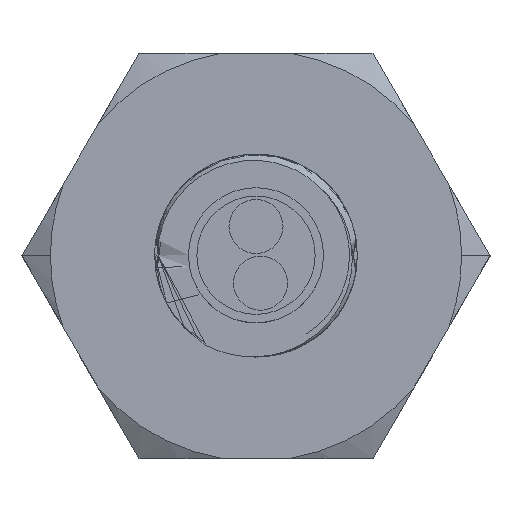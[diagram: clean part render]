
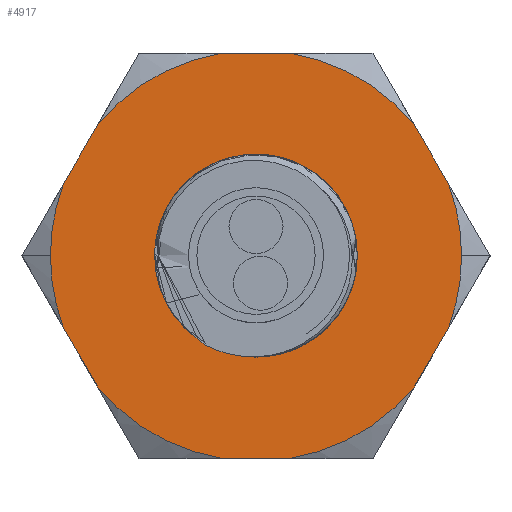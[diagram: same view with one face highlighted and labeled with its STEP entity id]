
A CAD part, top view. The second image highlights one B-rep face of the part: STEP entity #4917.
In plain terms, the highlighted planar face has unit normal (0, 0, 1).
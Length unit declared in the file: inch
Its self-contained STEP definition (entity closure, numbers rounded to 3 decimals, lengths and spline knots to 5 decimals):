
#67 = CIRCLE ( 'NONE', #11094, 0.23962 ) ;
#268 = CARTESIAN_POINT ( 'NONE',  ( 0.18445, 0.15296, 0.35433 ) ) ;
#290 = AXIS2_PLACEMENT_3D ( 'NONE', #536, #9411, #2570 ) ;
#357 = DIRECTION ( 'NONE',  ( -1., 0., 0. ) ) ;
#376 = VERTEX_POINT ( 'NONE', #7445 ) ;
#499 = AXIS2_PLACEMENT_3D ( 'NONE', #714, #8388, #12286 ) ;
#536 = CARTESIAN_POINT ( 'NONE',  ( 0., 0., 0.35433 ) ) ;
#658 = VERTEX_POINT ( 'NONE', #268 ) ;
#714 = CARTESIAN_POINT ( 'NONE',  ( 0., 0., 0.35433 ) ) ;
#738 = DIRECTION ( 'NONE',  ( -1., 0., 0. ) ) ;
#848 = EDGE_CURVE ( 'NONE', #1251, #10252, #10301, .T. ) ;
#892 = DIRECTION ( 'NONE',  ( -1., 0., 0. ) ) ;
#920 = ORIENTED_EDGE ( 'NONE', *, *, #848, .T. ) ;
#956 = DIRECTION ( 'NONE',  ( 0., 0., 1. ) ) ;
#1138 = CARTESIAN_POINT ( 'NONE',  ( 0.23962, 0., 0.35433 ) ) ;
#1202 = CIRCLE ( 'NONE', #11000, 0.11811 ) ;
#1231 = CIRCLE ( 'NONE', #4892, 0.23962 ) ;
#1251 = VERTEX_POINT ( 'NONE', #5458 ) ;
#1580 = CARTESIAN_POINT ( 'NONE',  ( -0.04024, -0.23622, 0.35433 ) ) ;
#1678 = CARTESIAN_POINT ( 'NONE',  ( 0., 0.23622, 0.35433 ) ) ;
#1709 = AXIS2_PLACEMENT_3D ( 'NONE', #2749, #8766, #2806 ) ;
#1809 = AXIS2_PLACEMENT_3D ( 'NONE', #8922, #5981, #357 ) ;
#1827 = DIRECTION ( 'NONE',  ( 0., 0., 1. ) ) ;
#1837 = AXIS2_PLACEMENT_3D ( 'NONE', #9691, #956, #892 ) ;
#1867 = CARTESIAN_POINT ( 'NONE',  ( 0., 0., 0.35433 ) ) ;
#1869 = DIRECTION ( 'NONE',  ( -1., 0., 0. ) ) ;
#1929 = CARTESIAN_POINT ( 'NONE',  ( 0., 0., 0.35433 ) ) ;
#2234 = EDGE_CURVE ( 'NONE', #9226, #2453, #5916, .T. ) ;
#2453 = VERTEX_POINT ( 'NONE', #5264 ) ;
#2503 = VERTEX_POINT ( 'NONE', #6164 ) ;
#2570 = DIRECTION ( 'NONE',  ( -1., 0., 0. ) ) ;
#2625 = DIRECTION ( 'NONE',  ( 0.5, 0.866, 0. ) ) ;
#2749 = CARTESIAN_POINT ( 'NONE',  ( 0., 0., 0.35433 ) ) ;
#2772 = ORIENTED_EDGE ( 'NONE', *, *, #12315, .T. ) ;
#2806 = DIRECTION ( 'NONE',  ( 1., 0., 0. ) ) ;
#3029 = ORIENTED_EDGE ( 'NONE', *, *, #12583, .T. ) ;
#3172 = EDGE_CURVE ( 'NONE', #7190, #8774, #8461, .T. ) ;
#3288 = EDGE_LOOP ( 'NONE', ( #10635, #12176, #8372, #7655, #3029, #11234, #11143, #3295, #11141, #4388, #3372, #920, #5363, #2772 ) ) ;
#3295 = ORIENTED_EDGE ( 'NONE', *, *, #6447, .T. ) ;
#3338 = EDGE_CURVE ( 'NONE', #11195, #2503, #8940, .T. ) ;
#3372 = ORIENTED_EDGE ( 'NONE', *, *, #10910, .T. ) ;
#3435 = CARTESIAN_POINT ( 'NONE',  ( 0., 0., 0.35433 ) ) ;
#3538 = VERTEX_POINT ( 'NONE', #8246 ) ;
#3564 = CARTESIAN_POINT ( 'NONE',  ( -0.22469, -0.08326, 0.35433 ) ) ;
#3590 = CARTESIAN_POINT ( 'NONE',  ( 0.18445, -0.15296, 0.35433 ) ) ;
#3798 = LINE ( 'NONE', #6028, #11011 ) ;
#3832 = AXIS2_PLACEMENT_3D ( 'NONE', #12629, #1827, #738 ) ;
#4172 = VERTEX_POINT ( 'NONE', #5964 ) ;
#4332 = CARTESIAN_POINT ( 'NONE',  ( -0.18445, 0.15296, 0.35433 ) ) ;
#4388 = ORIENTED_EDGE ( 'NONE', *, *, #11689, .T. ) ;
#4578 = CARTESIAN_POINT ( 'NONE',  ( -0.04024, 0.23622, 0.35433 ) ) ;
#4606 = VERTEX_POINT ( 'NONE', #12273 ) ;
#4675 = FACE_OUTER_BOUND ( 'NONE', #3288, .T. ) ;
#4846 = EDGE_CURVE ( 'NONE', #4172, #9381, #12357, .T. ) ;
#4858 = DIRECTION ( 'NONE',  ( 0., 0., 1. ) ) ;
#4892 = AXIS2_PLACEMENT_3D ( 'NONE', #1867, #9525, #8640 ) ;
#4905 = EDGE_CURVE ( 'NONE', #5908, #3538, #67, .T. ) ;
#4917 = ADVANCED_FACE ( 'NONE', ( #11517, #4675 ), #12609, .T. ) ;
#5007 = LINE ( 'NONE', #6667, #6707 ) ;
#5239 = CIRCLE ( 'NONE', #10338, 0.23962 ) ;
#5264 = CARTESIAN_POINT ( 'NONE',  ( 0.04024, -0.23622, 0.35433 ) ) ;
#5363 = ORIENTED_EDGE ( 'NONE', *, *, #10752, .T. ) ;
#5458 = CARTESIAN_POINT ( 'NONE',  ( -0.22469, 0.08326, 0.35433 ) ) ;
#5908 = VERTEX_POINT ( 'NONE', #1138 ) ;
#5916 = LINE ( 'NONE', #7913, #7647 ) ;
#5964 = CARTESIAN_POINT ( 'NONE',  ( 0.04024, 0.23622, 0.35433 ) ) ;
#5981 = DIRECTION ( 'NONE',  ( 0., 0., 1. ) ) ;
#6028 = CARTESIAN_POINT ( 'NONE',  ( 0.22469, 0.08326, 0.35433 ) ) ;
#6164 = CARTESIAN_POINT ( 'NONE',  ( -0.11811, 0., 0.35433 ) ) ;
#6200 = CIRCLE ( 'NONE', #290, 0.23962 ) ;
#6266 = DIRECTION ( 'NONE',  ( -0.5, -0.866, 0. ) ) ;
#6371 = DIRECTION ( 'NONE',  ( -1., 0., 0. ) ) ;
#6447 = EDGE_CURVE ( 'NONE', #658, #4172, #6200, .T. ) ;
#6667 = CARTESIAN_POINT ( 'NONE',  ( -0.22469, -0.08326, 0.35433 ) ) ;
#6707 = VECTOR ( 'NONE', #9772, 39.37008 ) ;
#6731 = DIRECTION ( 'NONE',  ( 0., 0., -1. ) ) ;
#6903 = VECTOR ( 'NONE', #2625, 39.37008 ) ;
#6998 = EDGE_CURVE ( 'NONE', #2453, #7190, #1231, .T. ) ;
#7110 = VECTOR ( 'NONE', #6266, 39.37008 ) ;
#7190 = VERTEX_POINT ( 'NONE', #10994 ) ;
#7445 = CARTESIAN_POINT ( 'NONE',  ( -0.18445, 0.15296, 0.35433 ) ) ;
#7594 = EDGE_CURVE ( 'NONE', #4606, #9226, #9173, .T. ) ;
#7647 = VECTOR ( 'NONE', #9737, 39.37008 ) ;
#7655 = ORIENTED_EDGE ( 'NONE', *, *, #3172, .T. ) ;
#7722 = CARTESIAN_POINT ( 'NONE',  ( -0.23962, 0., 0.35433 ) ) ;
#7913 = CARTESIAN_POINT ( 'NONE',  ( 0., -0.23622, 0.35433 ) ) ;
#8246 = CARTESIAN_POINT ( 'NONE',  ( 0.22469, 0.08326, 0.35433 ) ) ;
#8369 = DIRECTION ( 'NONE',  ( 0., 0., 1. ) ) ;
#8372 = ORIENTED_EDGE ( 'NONE', *, *, #6998, .T. ) ;
#8388 = DIRECTION ( 'NONE',  ( 0., 0., 1. ) ) ;
#8452 = VECTOR ( 'NONE', #9401, 39.37008 ) ;
#8461 = LINE ( 'NONE', #3590, #6903 ) ;
#8546 = CIRCLE ( 'NONE', #1809, 0.23962 ) ;
#8635 = CARTESIAN_POINT ( 'NONE',  ( 0.11811, 0., 0.35433 ) ) ;
#8640 = DIRECTION ( 'NONE',  ( -1., 0., 0. ) ) ;
#8766 = DIRECTION ( 'NONE',  ( 0., 0., 1. ) ) ;
#8774 = VERTEX_POINT ( 'NONE', #11834 ) ;
#8788 = ORIENTED_EDGE ( 'NONE', *, *, #10299, .T. ) ;
#8922 = CARTESIAN_POINT ( 'NONE',  ( 0., 0., 0.35433 ) ) ;
#8929 = AXIS2_PLACEMENT_3D ( 'NONE', #11586, #6731, #10627 ) ;
#8940 = CIRCLE ( 'NONE', #8929, 0.11811 ) ;
#9170 = ORIENTED_EDGE ( 'NONE', *, *, #3338, .T. ) ;
#9173 = CIRCLE ( 'NONE', #1837, 0.23962 ) ;
#9226 = VERTEX_POINT ( 'NONE', #1580 ) ;
#9259 = LINE ( 'NONE', #4332, #7110 ) ;
#9381 = VERTEX_POINT ( 'NONE', #4578 ) ;
#9401 = DIRECTION ( 'NONE',  ( -1., 0., 0. ) ) ;
#9411 = DIRECTION ( 'NONE',  ( 0., 0., 1. ) ) ;
#9525 = DIRECTION ( 'NONE',  ( 0., 0., 1. ) ) ;
#9691 = CARTESIAN_POINT ( 'NONE',  ( 0., 0., 0.35433 ) ) ;
#9737 = DIRECTION ( 'NONE',  ( 1., 0., 0. ) ) ;
#9772 = DIRECTION ( 'NONE',  ( 0.5, -0.866, 0. ) ) ;
#9804 = DIRECTION ( 'NONE',  ( -1., 0., 0. ) ) ;
#10059 = DIRECTION ( 'NONE',  ( 0., 0., -1. ) ) ;
#10252 = VERTEX_POINT ( 'NONE', #7722 ) ;
#10299 = EDGE_CURVE ( 'NONE', #2503, #11195, #1202, .T. ) ;
#10301 = CIRCLE ( 'NONE', #499, 0.23962 ) ;
#10338 = AXIS2_PLACEMENT_3D ( 'NONE', #3435, #8369, #6371 ) ;
#10627 = DIRECTION ( 'NONE',  ( -1., 0., 0. ) ) ;
#10635 = ORIENTED_EDGE ( 'NONE', *, *, #7594, .T. ) ;
#10752 = EDGE_CURVE ( 'NONE', #10252, #11438, #12227, .T. ) ;
#10838 = EDGE_CURVE ( 'NONE', #3538, #658, #3798, .T. ) ;
#10910 = EDGE_CURVE ( 'NONE', #376, #1251, #9259, .T. ) ;
#10994 = CARTESIAN_POINT ( 'NONE',  ( 0.18445, -0.15296, 0.35433 ) ) ;
#11000 = AXIS2_PLACEMENT_3D ( 'NONE', #11872, #10059, #9804 ) ;
#11011 = VECTOR ( 'NONE', #12145, 39.37008 ) ;
#11094 = AXIS2_PLACEMENT_3D ( 'NONE', #1929, #4858, #1869 ) ;
#11141 = ORIENTED_EDGE ( 'NONE', *, *, #4846, .T. ) ;
#11143 = ORIENTED_EDGE ( 'NONE', *, *, #10838, .T. ) ;
#11195 = VERTEX_POINT ( 'NONE', #8635 ) ;
#11234 = ORIENTED_EDGE ( 'NONE', *, *, #4905, .T. ) ;
#11303 = EDGE_LOOP ( 'NONE', ( #9170, #8788 ) ) ;
#11438 = VERTEX_POINT ( 'NONE', #3564 ) ;
#11517 = FACE_BOUND ( 'NONE', #11303, .T. ) ;
#11586 = CARTESIAN_POINT ( 'NONE',  ( 0., 0., 0.35433 ) ) ;
#11689 = EDGE_CURVE ( 'NONE', #9381, #376, #8546, .T. ) ;
#11834 = CARTESIAN_POINT ( 'NONE',  ( 0.22469, -0.08326, 0.35433 ) ) ;
#11872 = CARTESIAN_POINT ( 'NONE',  ( 0., 0., 0.35433 ) ) ;
#12145 = DIRECTION ( 'NONE',  ( -0.5, 0.866, 0. ) ) ;
#12176 = ORIENTED_EDGE ( 'NONE', *, *, #2234, .T. ) ;
#12227 = CIRCLE ( 'NONE', #3832, 0.23962 ) ;
#12273 = CARTESIAN_POINT ( 'NONE',  ( -0.18445, -0.15296, 0.35433 ) ) ;
#12286 = DIRECTION ( 'NONE',  ( -1., 0., 0. ) ) ;
#12315 = EDGE_CURVE ( 'NONE', #11438, #4606, #5007, .T. ) ;
#12357 = LINE ( 'NONE', #1678, #8452 ) ;
#12583 = EDGE_CURVE ( 'NONE', #8774, #5908, #5239, .T. ) ;
#12609 = PLANE ( 'NONE',  #1709 ) ;
#12629 = CARTESIAN_POINT ( 'NONE',  ( 0., 0., 0.35433 ) ) ;
